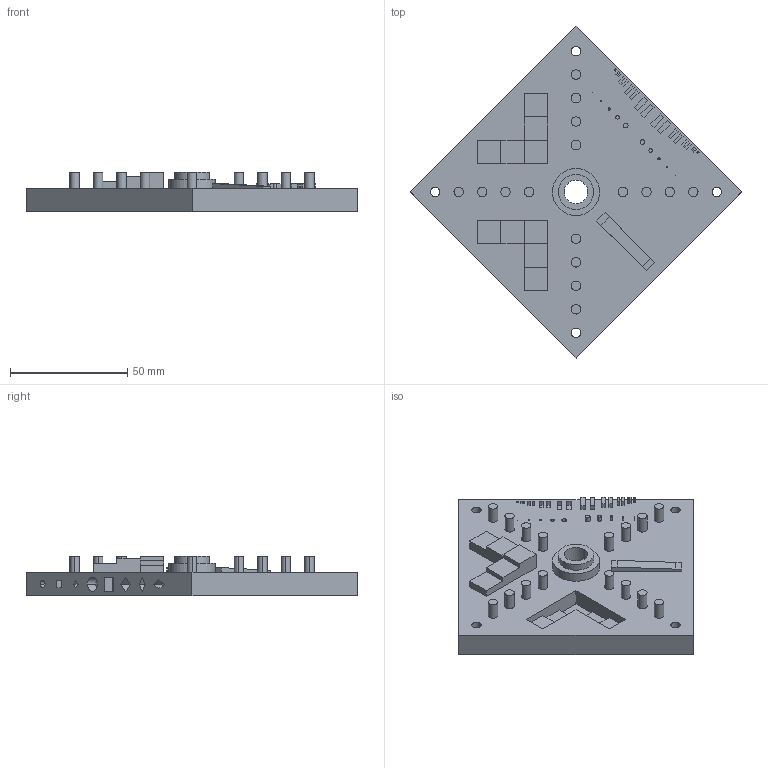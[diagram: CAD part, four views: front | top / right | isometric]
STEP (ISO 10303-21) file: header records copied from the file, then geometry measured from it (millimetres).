
FILE_DESCRIPTION (( 'STEP AP214' ), '1' );
FILE_NAME ('Uberfact_ver3b_forSTEP.STEP', '2012-05-18T20:32:19', ( 'Shawn Moylan' ), ( 'NIST' ), 'SwSTEP 2.0', 'SolidWorks 2012', '' );
FILE_SCHEMA (( 'AUTOMOTIVE_DESIGN' ));
Length unit declared in the file: millimetre
Products named in the file (2): uberfact_ver3b; Uberfact_ver3b_forSTEP
Assembly tree (1 placements, depth 2):
  Uberfact_ver3b_forSTEP
    uberfact_ver3b
Bounding box: 141.42 x 141.42 x 17 mm (x, y, z)
Volume: 100987.1 mm3; surface area: 28904.4 mm2
Topology: 1 solids, 1 shells, 271 faces, 630 edges, 420 vertices
Faces by surface type: plane 201, cylinder 70
Entity records: 7770 total; most frequent: CARTESIAN_POINT 1325, DIRECTION 1320, ORIENTED_EDGE 1260, EDGE_CURVE 630, VECTOR 490, LINE 490, VERTEX_POINT 420, AXIS2_PLACEMENT_3D 415
